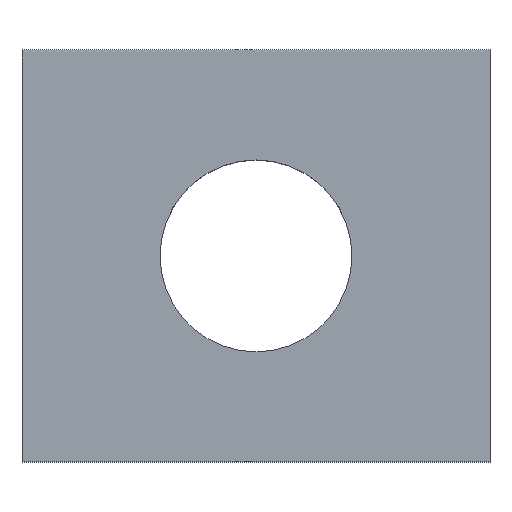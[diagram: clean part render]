
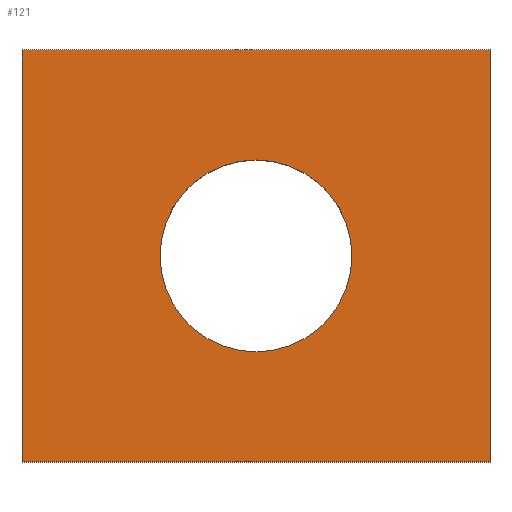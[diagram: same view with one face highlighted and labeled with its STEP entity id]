
A CAD part, top view. The second image highlights one B-rep face of the part: STEP entity #121.
In plain terms, the highlighted planar face has unit normal (0, 0, 1).
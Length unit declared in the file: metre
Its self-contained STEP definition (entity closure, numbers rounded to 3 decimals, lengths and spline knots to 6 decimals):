
#13=CIRCLE('',#142,0.005207);
#31=ORIENTED_EDGE('',*,*,#55,.T.);
#32=ORIENTED_EDGE('',*,*,#45,.F.);
#33=ORIENTED_EDGE('',*,*,#49,.T.);
#34=ORIENTED_EDGE('',*,*,#52,.T.);
#35=ORIENTED_EDGE('',*,*,#54,.F.);
#45=EDGE_CURVE('',#59,#60,#69,.T.);
#49=EDGE_CURVE('',#59,#62,#73,.T.);
#52=EDGE_CURVE('',#62,#64,#76,.T.);
#54=EDGE_CURVE('',#60,#64,#78,.T.);
#55=EDGE_CURVE('',#65,#65,#13,.F.);
#59=VERTEX_POINT('',#184);
#60=VERTEX_POINT('',#186);
#62=VERTEX_POINT('',#192);
#64=VERTEX_POINT('',#198);
#65=VERTEX_POINT('',#205);
#69=LINE('',#185,#81);
#73=LINE('',#193,#85);
#76=LINE('',#199,#88);
#78=LINE('',#202,#90);
#81=VECTOR('',#152,1.);
#85=VECTOR('',#158,1.);
#88=VECTOR('',#163,1.);
#90=VECTOR('',#167,1.);
#95=EDGE_LOOP('',(#31));
#96=EDGE_LOOP('',(#32,#33,#34,#35));
#105=FACE_BOUND('',#95,.T.);
#106=FACE_BOUND('',#96,.T.);
#115=PLANE('',#141);
#121=ADVANCED_FACE('',(#105,#106),#115,.T.);
#141=AXIS2_PLACEMENT_3D('',#203,#168,#169);
#142=AXIS2_PLACEMENT_3D('',#204,#170,#171);
#152=DIRECTION('',(-1.,0.,0.));
#158=DIRECTION('',(0.,1.,0.));
#163=DIRECTION('',(-1.,0.,0.));
#167=DIRECTION('',(0.,1.,0.));
#168=DIRECTION('',(0.,0.,1.));
#169=DIRECTION('',(1.,0.,0.));
#170=DIRECTION('',(0.,0.,1.));
#171=DIRECTION('',(1.,0.,0.));
#184=CARTESIAN_POINT('',(0.0127,-0.011176,0.006));
#185=CARTESIAN_POINT('',(0.,-0.011176,0.006));
#186=CARTESIAN_POINT('',(-0.0127,-0.011176,0.006));
#192=CARTESIAN_POINT('',(0.0127,0.011176,0.006));
#193=CARTESIAN_POINT('',(0.0127,0.,0.006));
#198=CARTESIAN_POINT('',(-0.0127,0.011176,0.006));
#199=CARTESIAN_POINT('',(0.,0.011176,0.006));
#202=CARTESIAN_POINT('',(-0.0127,0.,0.006));
#203=CARTESIAN_POINT('',(0.,0.,0.006));
#204=CARTESIAN_POINT('',(0.,0.,0.006));
#205=CARTESIAN_POINT('',(0.005207,0.,0.006));
